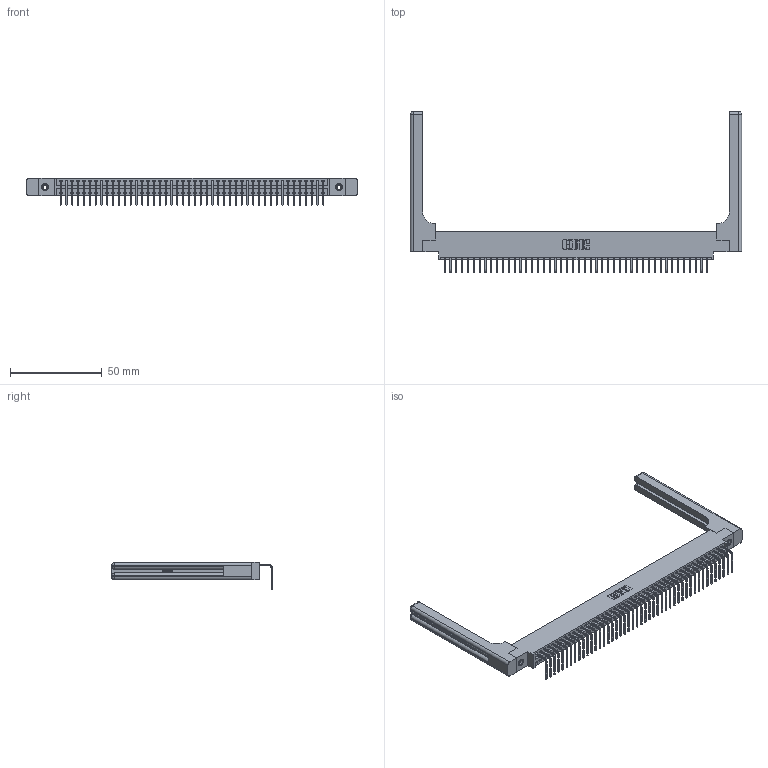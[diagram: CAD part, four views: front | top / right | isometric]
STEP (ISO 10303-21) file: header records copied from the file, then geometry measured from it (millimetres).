
FILE_DESCRIPTION (( 'STEP AP203' ), '1' );
FILE_NAME ('346-046-558-658.STEP', '2022-05-09T20:45:09', ( '' ), ( '' ), 'SwSTEP 2.0', 'SolidWorks 2020', '' );
FILE_SCHEMA (( 'CONFIG_CONTROL_DESIGN' ));
Length unit declared in the file: inch
Products named in the file (5): 346-220-058_345-220-058; 345-292-001_558 Tail - 2; 346-046-558-658; 346 Part_0.170 Offset - 0.156 Dia-TH; 345-250-001_345-250-001-102
Assembly tree (51 placements, depth 2):
  346-046-558-658
    346 Part_0.170 Offset - 0.156 Dia-TH
    345-292-001_558 Tail - 2  x46
    345-250-001_345-250-001-102  x2
    346-220-058_345-220-058  x2
Bounding box: 180.11 x 87.44 x 14.73 mm (x, y, z)
Volume: 24767.2 mm3; surface area: 27878.4 mm2
Topology: 51 solids, 51 shells, 3156 faces, 9415 edges, 6194 vertices
Faces by surface type: plane 2174, cylinder 922, bspline 36, cone 12, sphere 8, torus 4
Entity records: 33824 total; most frequent: CARTESIAN_POINT 6781, ORIENTED_EDGE 5556, DIRECTION 4906, EDGE_CURVE 2778, VECTOR 2370, LINE 2370, VERTEX_POINT 1842, AXIS2_PLACEMENT_3D 1268
